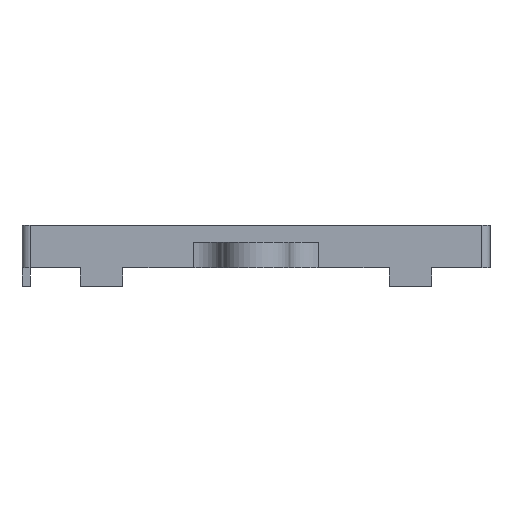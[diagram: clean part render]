
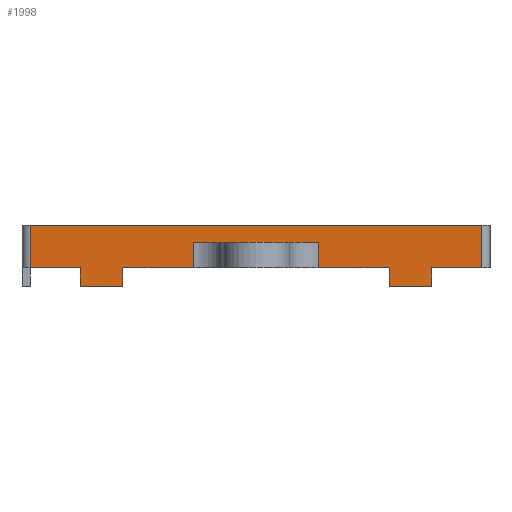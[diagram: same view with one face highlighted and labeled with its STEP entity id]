
A CAD part, front view. The second image highlights one B-rep face of the part: STEP entity #1998.
In plain terms, the highlighted planar face has unit normal (0, -1, 0).
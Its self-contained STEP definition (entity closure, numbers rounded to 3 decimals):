
#30=PLANE('',#2119);
#121=FACE_OUTER_BOUND('',#228,.T.);
#228=EDGE_LOOP('',(#1438,#1439,#1440,#1441,#1442,#1443,#1444,#1445,#1446,
#1447,#1448,#1449,#1450,#1451,#1452,#1453));
#343=LINE('',#2792,#615);
#368=LINE('',#2844,#640);
#369=LINE('',#2848,#641);
#370=LINE('',#2850,#642);
#371=LINE('',#2852,#643);
#372=LINE('',#2854,#644);
#373=LINE('',#2856,#645);
#374=LINE('',#2858,#646);
#375=LINE('',#2860,#647);
#376=LINE('',#2862,#648);
#377=LINE('',#2864,#649);
#378=LINE('',#2866,#650);
#379=LINE('',#2868,#651);
#380=LINE('',#2870,#652);
#381=LINE('',#2872,#653);
#382=LINE('',#2873,#654);
#615=VECTOR('',#2261,10.);
#640=VECTOR('',#2290,10.);
#641=VECTOR('',#2295,10.);
#642=VECTOR('',#2296,10.);
#643=VECTOR('',#2297,10.);
#644=VECTOR('',#2298,10.);
#645=VECTOR('',#2299,10.);
#646=VECTOR('',#2300,10.);
#647=VECTOR('',#2301,10.);
#648=VECTOR('',#2302,10.);
#649=VECTOR('',#2303,10.);
#650=VECTOR('',#2304,10.);
#651=VECTOR('',#2305,10.);
#652=VECTOR('',#2306,10.);
#653=VECTOR('',#2307,10.);
#654=VECTOR('',#2308,10.);
#913=VERTEX_POINT('',#2789);
#914=VERTEX_POINT('',#2791);
#939=VERTEX_POINT('',#2843);
#940=VERTEX_POINT('',#2847);
#941=VERTEX_POINT('',#2849);
#942=VERTEX_POINT('',#2851);
#943=VERTEX_POINT('',#2853);
#944=VERTEX_POINT('',#2855);
#945=VERTEX_POINT('',#2857);
#946=VERTEX_POINT('',#2859);
#947=VERTEX_POINT('',#2861);
#948=VERTEX_POINT('',#2863);
#949=VERTEX_POINT('',#2865);
#950=VERTEX_POINT('',#2867);
#951=VERTEX_POINT('',#2869);
#952=VERTEX_POINT('',#2871);
#1109=EDGE_CURVE('',#913,#914,#343,.T.);
#1135=EDGE_CURVE('',#914,#939,#368,.T.);
#1137=EDGE_CURVE('',#940,#913,#369,.T.);
#1138=EDGE_CURVE('',#940,#941,#370,.T.);
#1139=EDGE_CURVE('',#941,#942,#371,.T.);
#1140=EDGE_CURVE('',#943,#942,#372,.T.);
#1141=EDGE_CURVE('',#944,#943,#373,.T.);
#1142=EDGE_CURVE('',#944,#945,#374,.T.);
#1143=EDGE_CURVE('',#946,#945,#375,.T.);
#1144=EDGE_CURVE('',#946,#947,#376,.T.);
#1145=EDGE_CURVE('',#948,#947,#377,.T.);
#1146=EDGE_CURVE('',#948,#949,#378,.T.);
#1147=EDGE_CURVE('',#949,#950,#379,.T.);
#1148=EDGE_CURVE('',#951,#950,#380,.T.);
#1149=EDGE_CURVE('',#952,#951,#381,.T.);
#1150=EDGE_CURVE('',#952,#939,#382,.T.);
#1438=ORIENTED_EDGE('',*,*,#1135,.F.);
#1439=ORIENTED_EDGE('',*,*,#1109,.F.);
#1440=ORIENTED_EDGE('',*,*,#1137,.F.);
#1441=ORIENTED_EDGE('',*,*,#1138,.T.);
#1442=ORIENTED_EDGE('',*,*,#1139,.T.);
#1443=ORIENTED_EDGE('',*,*,#1140,.F.);
#1444=ORIENTED_EDGE('',*,*,#1141,.F.);
#1445=ORIENTED_EDGE('',*,*,#1142,.T.);
#1446=ORIENTED_EDGE('',*,*,#1143,.F.);
#1447=ORIENTED_EDGE('',*,*,#1144,.T.);
#1448=ORIENTED_EDGE('',*,*,#1145,.F.);
#1449=ORIENTED_EDGE('',*,*,#1146,.T.);
#1450=ORIENTED_EDGE('',*,*,#1147,.T.);
#1451=ORIENTED_EDGE('',*,*,#1148,.F.);
#1452=ORIENTED_EDGE('',*,*,#1149,.F.);
#1453=ORIENTED_EDGE('',*,*,#1150,.T.);
#1998=ADVANCED_FACE('',(#121),#30,.T.);
#2119=AXIS2_PLACEMENT_3D('',#2846,#2293,#2294);
#2261=DIRECTION('',(1.,0.,0.));
#2290=DIRECTION('',(0.,0.,-1.));
#2293=DIRECTION('center_axis',(0.,-1.,0.));
#2294=DIRECTION('ref_axis',(1.,0.,0.));
#2295=DIRECTION('',(0.,0.,1.));
#2296=DIRECTION('',(1.,0.,0.));
#2297=DIRECTION('',(0.,0.,-1.));
#2298=DIRECTION('',(-1.,0.,0.));
#2299=DIRECTION('',(0.,0.,-1.));
#2300=DIRECTION('',(1.,0.,0.));
#2301=DIRECTION('',(0.,0.,-1.));
#2302=DIRECTION('',(1.,0.,0.));
#2303=DIRECTION('',(0.,0.,1.));
#2304=DIRECTION('',(1.,0.,0.));
#2305=DIRECTION('',(0.,0.,-1.));
#2306=DIRECTION('',(-1.,0.,0.));
#2307=DIRECTION('',(0.,0.,-1.));
#2308=DIRECTION('',(1.,0.,0.));
#2789=CARTESIAN_POINT('',(81.,-25.,35.));
#2791=CARTESIAN_POINT('',(134.5,-25.,35.));
#2792=CARTESIAN_POINT('',(80.,-25.,35.));
#2843=CARTESIAN_POINT('',(134.5,-25.,30.));
#2844=CARTESIAN_POINT('',(134.5,-25.,30.));
#2846=CARTESIAN_POINT('Origin',(128.563,-25.,30.));
#2847=CARTESIAN_POINT('',(81.,-25.,30.));
#2848=CARTESIAN_POINT('',(81.,-25.,30.));
#2849=CARTESIAN_POINT('',(86.937,-25.,30.));
#2850=CARTESIAN_POINT('',(80.,-25.,30.));
#2851=CARTESIAN_POINT('',(86.937,-25.,27.75));
#2852=CARTESIAN_POINT('',(86.937,-25.,30.));
#2853=CARTESIAN_POINT('',(91.937,-25.,27.75));
#2854=CARTESIAN_POINT('',(91.937,-25.,27.75));
#2855=CARTESIAN_POINT('',(91.937,-25.,30.));
#2856=CARTESIAN_POINT('',(91.937,-25.,30.));
#2857=CARTESIAN_POINT('',(100.35,-25.,30.));
#2858=CARTESIAN_POINT('',(80.,-25.,30.));
#2859=CARTESIAN_POINT('',(100.35,-25.,33.));
#2860=CARTESIAN_POINT('',(100.35,-25.,30.));
#2861=CARTESIAN_POINT('',(115.15,-25.,33.));
#2862=CARTESIAN_POINT('',(118.156,-25.,33.));
#2863=CARTESIAN_POINT('',(115.15,-25.,30.));
#2864=CARTESIAN_POINT('',(115.15,-25.,30.));
#2865=CARTESIAN_POINT('',(123.563,-25.,30.));
#2866=CARTESIAN_POINT('',(80.,-25.,30.));
#2867=CARTESIAN_POINT('',(123.563,-25.,27.75));
#2868=CARTESIAN_POINT('',(123.563,-25.,30.));
#2869=CARTESIAN_POINT('',(128.563,-25.,27.75));
#2870=CARTESIAN_POINT('',(128.563,-25.,27.75));
#2871=CARTESIAN_POINT('',(128.563,-25.,30.));
#2872=CARTESIAN_POINT('',(128.563,-25.,30.));
#2873=CARTESIAN_POINT('',(80.,-25.,30.));
